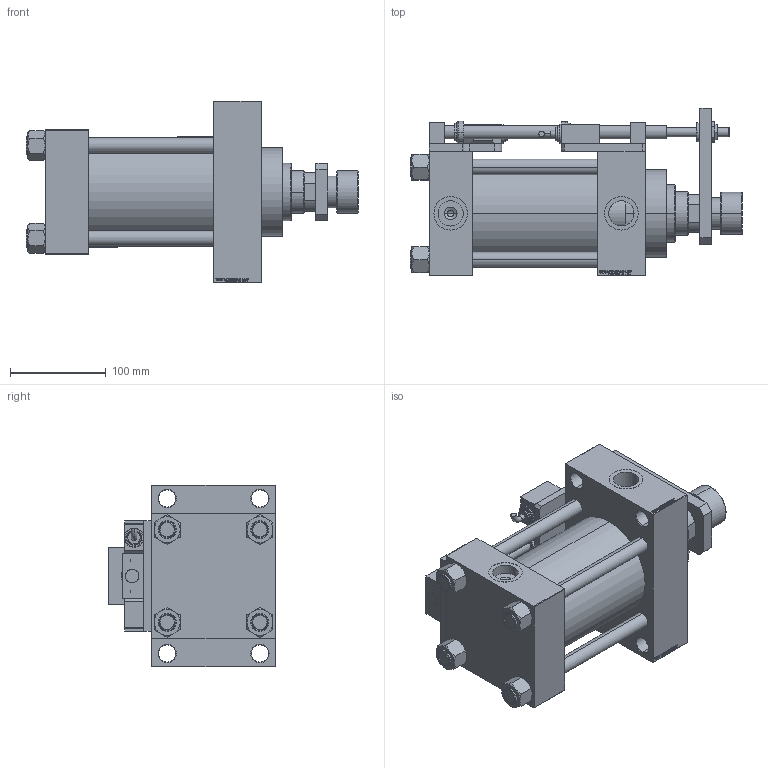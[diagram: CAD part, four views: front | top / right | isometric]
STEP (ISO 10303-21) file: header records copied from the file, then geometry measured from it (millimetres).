
FILE_DESCRIPTION (( 'STEP AP203' ), '1' );
FILE_NAME ('4107.STEP', '2022-11-23T07:33:21', ( '' ), ( '' ), 'SwSTEP 2.0', 'SolidWorks 2019', '' );
FILE_SCHEMA (( 'CONFIG_CONTROL_DESIGN' ));
Length unit declared in the file: millimetre
Products named in the file (17): V215CD_SWITCH_Q_PODLOZKA_BACK 55d5e4c75a3c7e4f8cad5803704950c1; V215CD_SWITCH_Q_MAGNET 55d5e4c75a3c7e4f8cad5803704950c1; V215CD_VC_A 55d5e4c75a3c7e4f8cad5803704950c1; V215CD_NUT_M5_D 55d5e4c75a3c7e4f8cad5803704950c1; V215CD_SWITCH_Q_ZARAZKA 55d5e4c75a3c7e4f8cad5803704950c1; V215CD_SWITCH_Q_TYC 55d5e4c75a3c7e4f8cad5803704950c1; 4107; V215CD_SWITCH_Q_SWITCH 55d5e4c75a3c7e4f8cad5803704950c1; V215CD_SWITCH_Q_DIMA 55d5e4c75a3c7e4f8cad5803704950c1; V215CD_SWITCH_Q_NUT 55d5e4c75a3c7e4f8cad5803704950c1; V215CD_SWITCH_Q_PODLOZKA_FRONT 55d5e4c75a3c7e4f8cad5803704950c1; V215CD_D_Body 55d5e4c75a3c7e4f8cad5803704950c1; V215CD_SWITCH_Q_BLOK 55d5e4c75a3c7e4f8cad5803704950c1; V215CD_SWITCH_Q_NUT10 55d5e4c75a3c7e4f8cad5803704950c1; V215CD_D_TYCINKA 55d5e4c75a3c7e4f8cad5803704950c1; V215CR_ROD_END_F 55d5e4c75a3c7e4f8cad5803704950c1; V215CD_VCP_D 55d5e4c75a3c7e4f8cad5803704950c1
Assembly tree (25 placements, depth 2):
  4107
    V215CD_D_Body 55d5e4c75a3c7e4f8cad5803704950c1
    V215CD_VC_A 55d5e4c75a3c7e4f8cad5803704950c1
    V215CD_VCP_D 55d5e4c75a3c7e4f8cad5803704950c1
    V215CD_D_TYCINKA 55d5e4c75a3c7e4f8cad5803704950c1  x4
    V215CD_NUT_M5_D 55d5e4c75a3c7e4f8cad5803704950c1  x4
    V215CR_ROD_END_F 55d5e4c75a3c7e4f8cad5803704950c1
    V215CD_SWITCH_Q_BLOK 55d5e4c75a3c7e4f8cad5803704950c1  x2
    V215CD_SWITCH_Q_DIMA 55d5e4c75a3c7e4f8cad5803704950c1
    V215CD_SWITCH_Q_MAGNET 55d5e4c75a3c7e4f8cad5803704950c1  x2
    V215CD_SWITCH_Q_NUT 55d5e4c75a3c7e4f8cad5803704950c1
    V215CD_SWITCH_Q_NUT10 55d5e4c75a3c7e4f8cad5803704950c1
    V215CD_SWITCH_Q_PODLOZKA_BACK 55d5e4c75a3c7e4f8cad5803704950c1
    V215CD_SWITCH_Q_PODLOZKA_FRONT 55d5e4c75a3c7e4f8cad5803704950c1
    V215CD_SWITCH_Q_SWITCH 55d5e4c75a3c7e4f8cad5803704950c1  x2
    V215CD_SWITCH_Q_TYC 55d5e4c75a3c7e4f8cad5803704950c1
    V215CD_SWITCH_Q_ZARAZKA 55d5e4c75a3c7e4f8cad5803704950c1
Bounding box: 347 x 175 x 190 mm (x, y, z)
Volume: 3182519 mm3; surface area: 522331.5 mm2
Topology: 25 solids, 25 shells, 1400 faces, 3459 edges, 2240 vertices
Faces by surface type: plane 671, bspline 368, cylinder 164, cone 157, torus 40
Entity records: 53997 total; most frequent: CARTESIAN_POINT 26128, ORIENTED_EDGE 5858, DIRECTION 4194, EDGE_CURVE 2929, VERTEX_POINT 1914, VECTOR 1746, LINE 1746, EDGE_LOOP 1333
